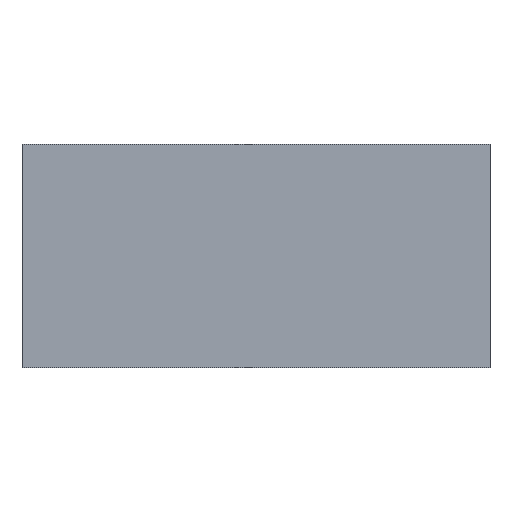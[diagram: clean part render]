
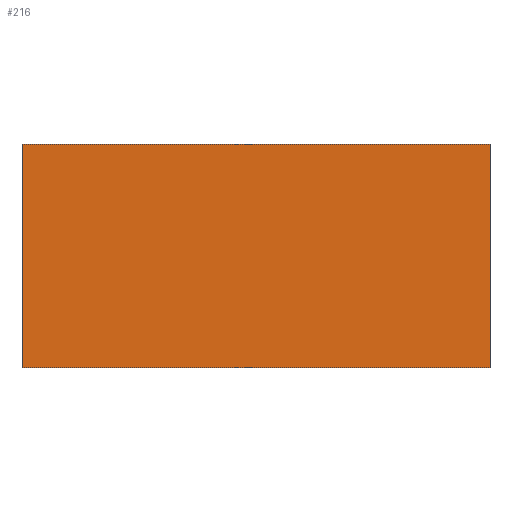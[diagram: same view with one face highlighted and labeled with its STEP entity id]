
A CAD part, top view. The second image highlights one B-rep face of the part: STEP entity #216.
In plain terms, the highlighted planar face has unit normal (0, 0, 1).
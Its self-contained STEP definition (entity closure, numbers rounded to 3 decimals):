
#1 = DIRECTION ( 'NONE',  ( -1., 0., 0. ) ) ;
#29 = VECTOR ( 'NONE', #202, 1000. ) ;
#33 = ORIENTED_EDGE ( 'NONE', *, *, #43, .T. ) ;
#38 = DIRECTION ( 'NONE',  ( 0., 1., 0. ) ) ;
#43 = EDGE_CURVE ( 'NONE', #145, #221, #232, .T. ) ;
#49 = VERTEX_POINT ( 'NONE', #117 ) ;
#52 = VECTOR ( 'NONE', #65, 1000. ) ;
#53 = VERTEX_POINT ( 'NONE', #164 ) ;
#56 = VECTOR ( 'NONE', #1, 1000. ) ;
#65 = DIRECTION ( 'NONE',  ( 0., -1., 0. ) ) ;
#79 = CARTESIAN_POINT ( 'NONE',  ( 3.3, 1.575, 0.7 ) ) ;
#84 = ORIENTED_EDGE ( 'NONE', *, *, #146, .F. ) ;
#98 = DIRECTION ( 'NONE',  ( 0., 0., -1. ) ) ;
#100 = VECTOR ( 'NONE', #38, 1000. ) ;
#105 = DIRECTION ( 'NONE',  ( -1., 0., 0. ) ) ;
#106 = PLANE ( 'NONE',  #125 ) ;
#115 = EDGE_CURVE ( 'NONE', #49, #53, #201, .T. ) ;
#116 = CARTESIAN_POINT ( 'NONE',  ( -2.6, 1.575, 0.7 ) ) ;
#117 = CARTESIAN_POINT ( 'NONE',  ( -3.3, -1.575, 0.7 ) ) ;
#118 = LINE ( 'NONE', #132, #100 ) ;
#124 = EDGE_LOOP ( 'NONE', ( #158, #84, #33, #160 ) ) ;
#125 = AXIS2_PLACEMENT_3D ( 'NONE', #204, #98, #105 ) ;
#132 = CARTESIAN_POINT ( 'NONE',  ( -3.3, 1.575, 0.7 ) ) ;
#145 = VERTEX_POINT ( 'NONE', #173 ) ;
#146 = EDGE_CURVE ( 'NONE', #145, #53, #194, .T. ) ;
#150 = CARTESIAN_POINT ( 'NONE',  ( -2.6, -1.575, 0.7 ) ) ;
#158 = ORIENTED_EDGE ( 'NONE', *, *, #115, .T. ) ;
#160 = ORIENTED_EDGE ( 'NONE', *, *, #172, .F. ) ;
#164 = CARTESIAN_POINT ( 'NONE',  ( 3.3, -1.575, 0.7 ) ) ;
#172 = EDGE_CURVE ( 'NONE', #49, #221, #118, .T. ) ;
#173 = CARTESIAN_POINT ( 'NONE',  ( 3.3, 1.575, 0.7 ) ) ;
#194 = LINE ( 'NONE', #79, #52 ) ;
#201 = LINE ( 'NONE', #150, #29 ) ;
#202 = DIRECTION ( 'NONE',  ( 1., 0., 0. ) ) ;
#204 = CARTESIAN_POINT ( 'NONE',  ( 0., 0., 0.7 ) ) ;
#210 = FACE_OUTER_BOUND ( 'NONE', #124, .T. ) ;
#216 = ADVANCED_FACE ( 'NONE', ( #210 ), #106, .F. ) ;
#221 = VERTEX_POINT ( 'NONE', #226 ) ;
#226 = CARTESIAN_POINT ( 'NONE',  ( -3.3, 1.575, 0.7 ) ) ;
#232 = LINE ( 'NONE', #116, #56 ) ;
